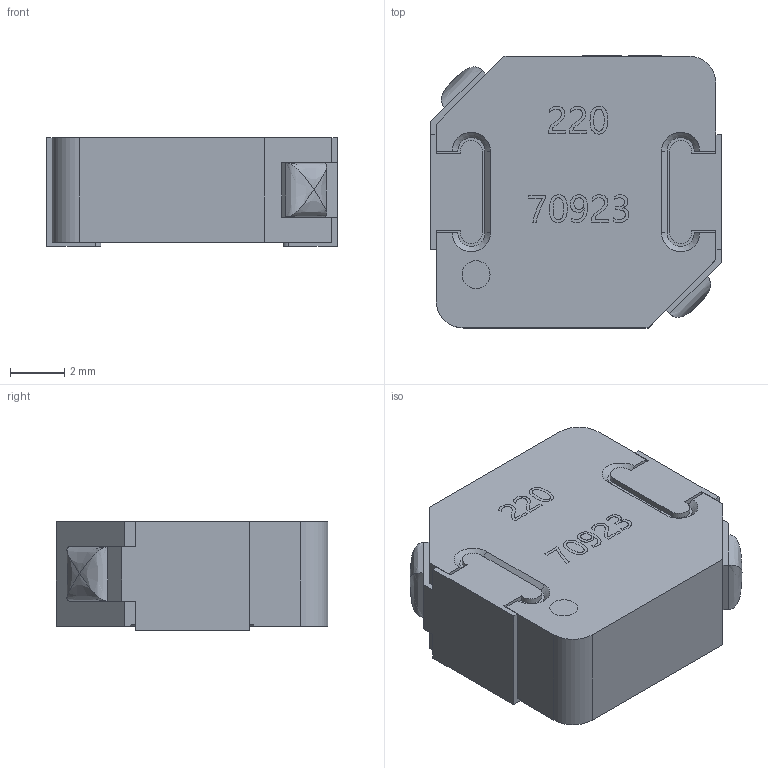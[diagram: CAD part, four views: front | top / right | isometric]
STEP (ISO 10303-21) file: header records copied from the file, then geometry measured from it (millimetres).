
FILE_DESCRIPTION (( 'STEP AP214' ), '1' );
FILE_NAME ('IND-SMD_L10.7-W10.0-H4.0.step', '2022-07-08T23:28:03', ( '' ), ( '' ), 'SwSTEP 2.0', 'SolidWorks 2020', '' );
FILE_SCHEMA (( 'AUTOMOTIVE_DESIGN' ));
Length unit declared in the file: millimetre
Products named in the file (1): IND-SMD_L10.7-W10.0-H4.0
Bounding box: 10.7 x 10.01 x 4 mm (x, y, z)
Volume: 384.4 mm3; surface area: 494.8 mm2
Topology: 3 solids, 3 shells, 473 faces, 1285 edges, 848 vertices
Faces by surface type: plane 270, bspline 187, cylinder 12, cone 4
Entity records: 25164 total; most frequent: CARTESIAN_POINT 9266, ORIENTED_EDGE 2554, DIRECTION 1513, EDGE_CURVE 1277, VECTOR 875, LINE 875, VERTEX_POINT 848, EDGE_LOOP 511
